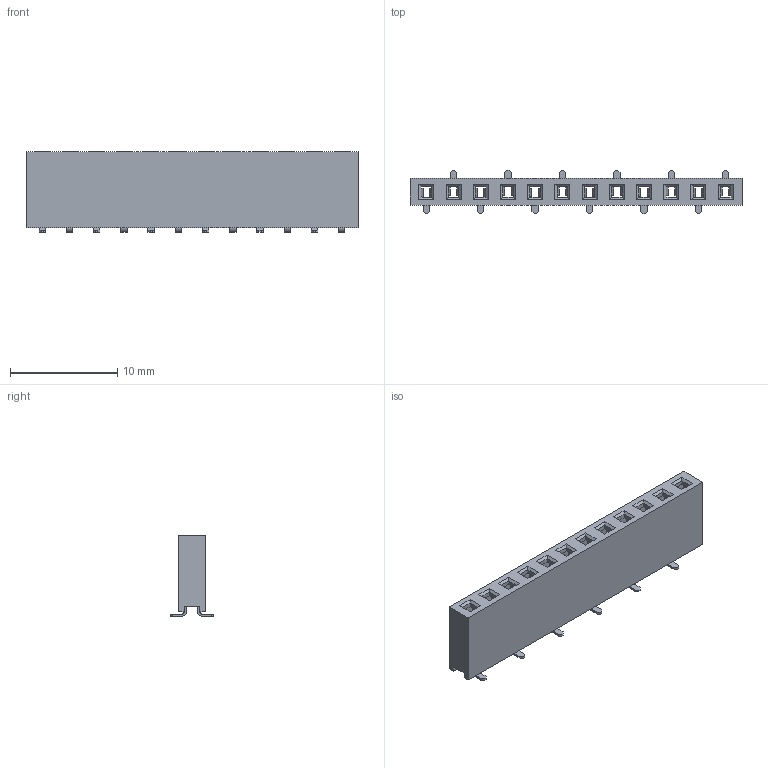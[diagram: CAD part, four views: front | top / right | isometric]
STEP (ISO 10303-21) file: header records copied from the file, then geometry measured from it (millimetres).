
FILE_DESCRIPTION(/* description */ ('Unknown'),/* implementation_level */ '2;1');
FILE_NAME(/* name */ '61001213321',/* time_stamp */ '2015-12-18T09:43:12+01:00',/* author */ ('Unknown'),/* organization */ ('Unknown'),/* preprocessor_version */ 'ST-DEVELOPER v16',/* originating_system */ 'DEX',/* authorisation */ $);
FILE_SCHEMA (('AUTOMOTIVE_DESIGN {1 0 10303 214 3 1 1}'));
Length unit declared in the file: millimetre
Products named in the file (3): 6100xx13321; 6100121xx21; 6100xx1xx21_PIN
Assembly tree (13 placements, depth 2):
  6100xx13321
    6100121xx21
    6100xx1xx21_PIN  x12
Bounding box: 30.98 x 4.05 x 7.51 mm (x, y, z)
Volume: 355.4 mm3; surface area: 1688 mm2
Topology: 13 solids, 13 shells, 970 faces, 2640 edges, 1696 vertices
Faces by surface type: plane 634, cylinder 288, bspline 48
Entity records: 6982 total; most frequent: CARTESIAN_POINT 1258, ORIENTED_EDGE 1188, DIRECTION 1098, EDGE_CURVE 594, LINE 538, VECTOR 538, VERTEX_POINT 376, AXIS2_PLACEMENT_3D 280
